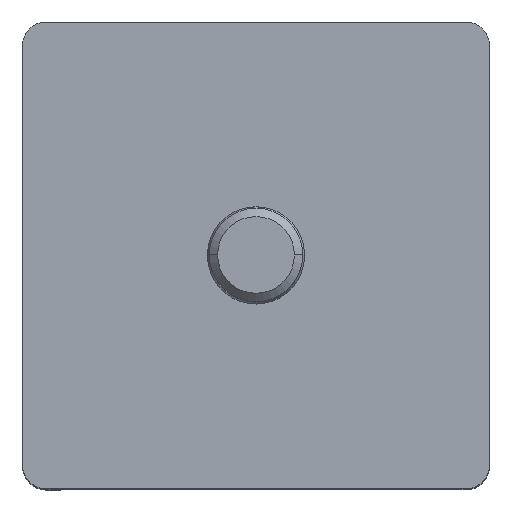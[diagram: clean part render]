
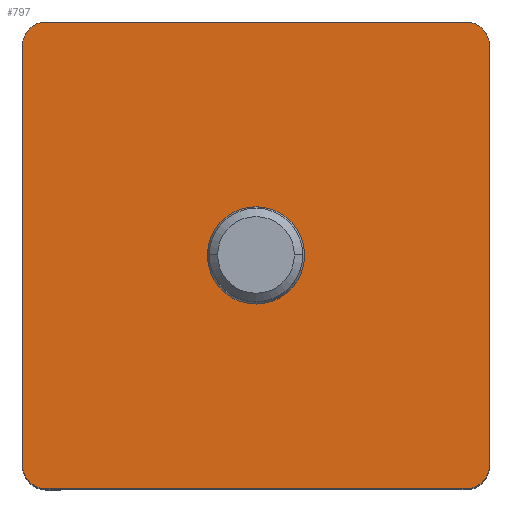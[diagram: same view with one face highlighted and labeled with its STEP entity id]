
A CAD part, top view. The second image highlights one B-rep face of the part: STEP entity #797.
In plain terms, the highlighted planar face has unit normal (0, 0, 1).
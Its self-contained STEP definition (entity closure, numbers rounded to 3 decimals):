
#797=ADVANCED_FACE('',(#1679,#1680),#1681,.T.);
#1679=FACE_OUTER_BOUND('',#2624,.T.);
#1680=FACE_BOUND('',#2625,.T.);
#1681=PLANE('',#2626);
#2624=EDGE_LOOP('',(#5026,#5027,#5028,#5029,#5030,#5031,#5032,#5033));
#2625=EDGE_LOOP('',(#5034,#5035));
#2626=AXIS2_PLACEMENT_3D('',#5036,#5037,#5038);
#5026=ORIENTED_EDGE('',*,*,#6518,.T.);
#5027=ORIENTED_EDGE('',*,*,#6516,.F.);
#5028=ORIENTED_EDGE('',*,*,#6522,.T.);
#5029=ORIENTED_EDGE('',*,*,#6523,.F.);
#5030=ORIENTED_EDGE('',*,*,#6524,.T.);
#5031=ORIENTED_EDGE('',*,*,#6525,.F.);
#5032=ORIENTED_EDGE('',*,*,#6526,.T.);
#5033=ORIENTED_EDGE('',*,*,#6527,.F.);
#5034=ORIENTED_EDGE('',*,*,#6444,.T.);
#5035=ORIENTED_EDGE('',*,*,#6426,.T.);
#5036=CARTESIAN_POINT('',(24.0,30.,91.0));
#5037=DIRECTION('',(0.0,0.0,1.0));
#5038=DIRECTION('',(-0.0,-1.0,0.0));
#6426=EDGE_CURVE('',#7933,#7931,#7934,.T.);
#6444=EDGE_CURVE('',#7931,#7933,#7963,.T.);
#6516=EDGE_CURVE('',#8061,#8053,#8063,.T.);
#6518=EDGE_CURVE('',#8065,#8053,#8066,.T.);
#6522=EDGE_CURVE('',#8061,#8071,#8072,.T.);
#6523=EDGE_CURVE('',#8073,#8071,#8074,.T.);
#6524=EDGE_CURVE('',#8073,#8075,#8076,.T.);
#6525=EDGE_CURVE('',#8077,#8075,#8078,.T.);
#6526=EDGE_CURVE('',#8077,#8079,#8080,.T.);
#6527=EDGE_CURVE('',#8065,#8079,#8081,.T.);
#7931=VERTEX_POINT('',#9878);
#7933=VERTEX_POINT('',#9881);
#7934=CIRCLE('',#9882,6.25);
#7963=CIRCLE('',#9916,6.25);
#8053=VERTEX_POINT('',#10036);
#8061=VERTEX_POINT('',#10050);
#8063=LINE('',#10053,#10054);
#8065=VERTEX_POINT('',#10056);
#8066=CIRCLE('',#10057,3.0);
#8071=VERTEX_POINT('',#10063);
#8072=CIRCLE('',#10064,3.0);
#8073=VERTEX_POINT('',#10065);
#8074=LINE('',#10066,#10067);
#8075=VERTEX_POINT('',#10068);
#8076=CIRCLE('',#10069,3.0);
#8077=VERTEX_POINT('',#10070);
#8078=LINE('',#10071,#10072);
#8079=VERTEX_POINT('',#10073);
#8080=CIRCLE('',#10074,3.0);
#8081=LINE('',#10075,#10076);
#9878=CARTESIAN_POINT('',(0.0,6.25,91.0));
#9881=CARTESIAN_POINT('',(0.,-6.25,91.0));
#9882=AXIS2_PLACEMENT_3D('',#11551,#11552,#11553);
#9916=AXIS2_PLACEMENT_3D('',#11583,#11584,#11585);
#10036=CARTESIAN_POINT('',(-27.0,-30.0,91.0));
#10050=CARTESIAN_POINT('',(27.0,-30.,91.0));
#10053=CARTESIAN_POINT('',(27.0,-30.,91.0));
#10054=VECTOR('',#11659,54.0);
#10056=CARTESIAN_POINT('',(-30.0,-27.0,91.0));
#10057=AXIS2_PLACEMENT_3D('',#11660,#11661,#11662);
#10063=CARTESIAN_POINT('',(30.0,-27.,91.0));
#10064=AXIS2_PLACEMENT_3D('',#11667,#11668,#11669);
#10065=CARTESIAN_POINT('',(30.0,27.,91.0));
#10066=CARTESIAN_POINT('',(30.0,27.,91.0));
#10067=VECTOR('',#11670,54.0);
#10068=CARTESIAN_POINT('',(27.0,30.,91.0));
#10069=AXIS2_PLACEMENT_3D('',#11671,#11672,#11673);
#10070=CARTESIAN_POINT('',(-27.0,30.0,91.0));
#10071=CARTESIAN_POINT('',(-27.0,30.0,91.0));
#10072=VECTOR('',#11674,54.0);
#10073=CARTESIAN_POINT('',(-30.0,27.0,91.0));
#10074=AXIS2_PLACEMENT_3D('',#11675,#11676,#11677);
#10075=CARTESIAN_POINT('',(-30.0,-27.0,91.0));
#10076=VECTOR('',#11678,54.0);
#11551=CARTESIAN_POINT('',(0.0,0.,91.0));
#11552=DIRECTION('',(0.0,0.0,-1.0));
#11553=DIRECTION('',(0.0,-1.0,0.0));
#11583=CARTESIAN_POINT('',(0.0,0.,91.0));
#11584=DIRECTION('',(0.0,0.0,-1.0));
#11585=DIRECTION('',(0.0,-1.0,0.0));
#11659=DIRECTION('',(-1.0,0.0,0.0));
#11660=CARTESIAN_POINT('',(-27.0,-27.0,91.0));
#11661=DIRECTION('',(0.0,0.0,1.0));
#11662=DIRECTION('',(-1.0,0.0,0.0));
#11667=CARTESIAN_POINT('',(27.0,-27.,91.0));
#11668=DIRECTION('',(0.0,0.0,1.0));
#11669=DIRECTION('',(0.0,-1.0,0.0));
#11670=DIRECTION('',(0.0,-1.0,0.0));
#11671=CARTESIAN_POINT('',(27.0,27.,91.0));
#11672=DIRECTION('',(0.0,0.0,1.0));
#11673=DIRECTION('',(1.0,0.0,0.0));
#11674=DIRECTION('',(1.0,0.0,0.0));
#11675=CARTESIAN_POINT('',(-27.0,27.0,91.0));
#11676=DIRECTION('',(0.0,-0.0,1.0));
#11677=DIRECTION('',(0.0,1.0,0.0));
#11678=DIRECTION('',(0.0,1.0,0.0));
